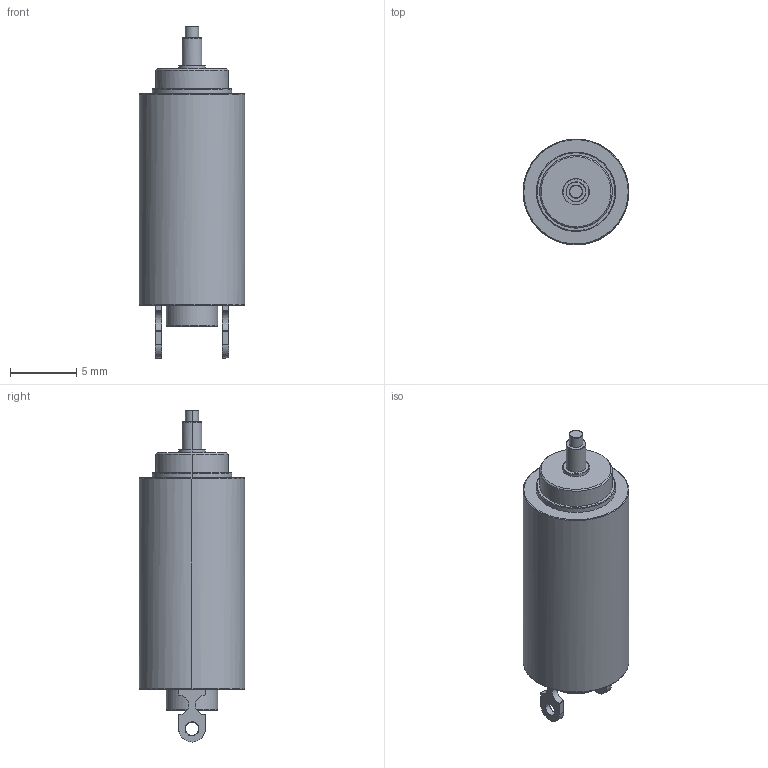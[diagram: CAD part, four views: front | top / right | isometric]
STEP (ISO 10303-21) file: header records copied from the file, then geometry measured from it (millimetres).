
FILE_DESCRIPTION(/* description */ (''),/* implementation_level */ '2;1');
FILE_NAME(/* name */ '0816_S',/* time_stamp */ '2013-10-03T15:28:01+02:00',/* author */ (''),/* organization */ (''),/* preprocessor_version */ 'ST-DEVELOPER v10',/* originating_system */ '',/* authorisation */ '');
FILE_SCHEMA (('CONFIG_CONTROL_DESIGN'));
Length unit declared in the file: millimetre
Products named in the file (1): 1
Bounding box: 8 x 8 x 25.15 mm (x, y, z)
Volume: 880.8 mm3; surface area: 602.3 mm2
Topology: 1 solids, 1 shells, 81 faces, 183 edges, 114 vertices
Faces by surface type: bspline 81
Entity records: 2797 total; most frequent: CARTESIAN_POINT 1685, ORIENTED_EDGE 366, EDGE_CURVE 183, VERTEX_POINT 114, EDGE_LOOP 95, ADVANCED_FACE 81, FACE_OUTER_BOUND 81, B_SPLINE_CURVE_WITH_KNOTS 67
